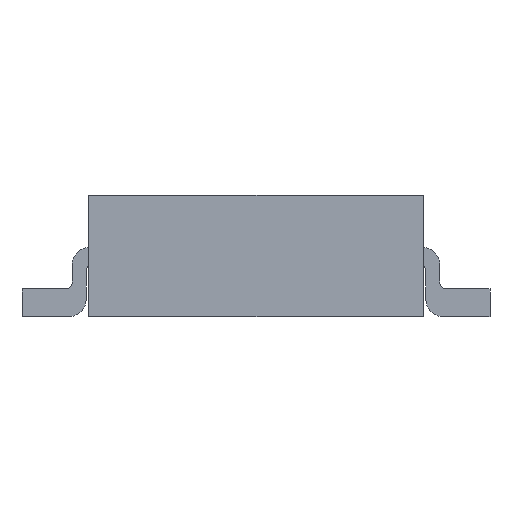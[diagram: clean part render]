
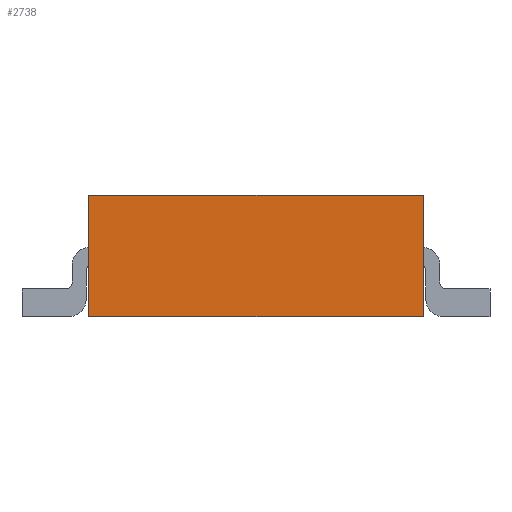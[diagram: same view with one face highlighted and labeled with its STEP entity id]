
A CAD part, left-side view. The second image highlights one B-rep face of the part: STEP entity #2738.
In plain terms, the highlighted planar face has unit normal (-1, 0, 0).
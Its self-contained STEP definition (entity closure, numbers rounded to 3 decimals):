
#137=ORIENTED_EDGE('',*,*,#705,.T.);
#138=ORIENTED_EDGE('',*,*,#706,.F.);
#139=ORIENTED_EDGE('',*,*,#695,.F.);
#140=ORIENTED_EDGE('',*,*,#683,.T.);
#683=EDGE_CURVE('',#970,#971,#1161,.T.);
#695=EDGE_CURVE('',#970,#982,#1173,.T.);
#705=EDGE_CURVE('',#971,#989,#1183,.T.);
#706=EDGE_CURVE('',#982,#989,#1184,.T.);
#970=VERTEX_POINT('',#3448);
#971=VERTEX_POINT('',#3449);
#982=VERTEX_POINT('',#3473);
#989=VERTEX_POINT('',#3491);
#1161=LINE('',#3447,#1392);
#1173=LINE('',#3472,#1404);
#1183=LINE('',#3492,#1414);
#1184=LINE('',#3494,#1415);
#1392=VECTOR('',#2976,1000.);
#1404=VECTOR('',#2990,1000.);
#1414=VECTOR('',#3004,1000.);
#1415=VECTOR('',#3007,1000.);
#1630=EDGE_LOOP('',(#137,#138,#139,#140));
#1754=FACE_BOUND('',#1630,.T.);
#1875=PLANE('',#2856);
#2738=ADVANCED_FACE('',(#1754),#1875,.T.);
#2856=AXIS2_PLACEMENT_3D('',#3493,#3005,#3006);
#2976=DIRECTION('',(0.,-1.,0.));
#2990=DIRECTION('',(0.,0.,1.));
#3004=DIRECTION('',(0.,0.,1.));
#3005=DIRECTION('',(-1.,0.,0.));
#3006=DIRECTION('',(0.,0.,1.));
#3007=DIRECTION('',(0.,-1.,0.));
#3447=CARTESIAN_POINT('',(-6.825,4.825,-2.5));
#3448=CARTESIAN_POINT('',(-6.825,4.825,-2.5));
#3449=CARTESIAN_POINT('',(-6.825,-4.825,-2.5));
#3472=CARTESIAN_POINT('',(-6.825,4.825,-2.5));
#3473=CARTESIAN_POINT('',(-6.825,4.825,1.));
#3491=CARTESIAN_POINT('',(-6.825,-4.825,1.));
#3492=CARTESIAN_POINT('',(-6.825,-4.825,-2.5));
#3493=CARTESIAN_POINT('',(-6.825,4.825,-2.5));
#3494=CARTESIAN_POINT('',(-6.825,4.825,1.));
